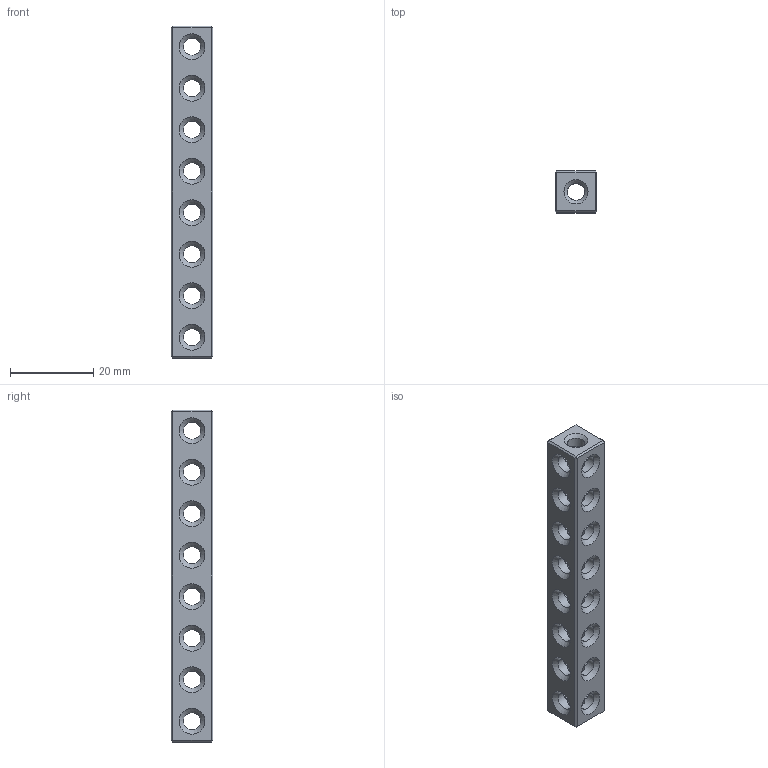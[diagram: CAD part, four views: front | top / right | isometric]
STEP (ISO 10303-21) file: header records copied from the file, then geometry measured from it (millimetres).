
FILE_DESCRIPTION(('FreeCAD Model'),'2;1');
FILE_NAME('Open CASCADE Shape Model','2024-10-01T21:22:26',('Author'),( ''),'Open CASCADE STEP processor 7.7','Ondsel','Unknown');
FILE_SCHEMA(('AUTOMOTIVE_DESIGN { 1 0 10303 214 1 1 1 1 }'));
Length unit declared in the file: millimetre
Products named in the file (1): Body
Bounding box: 10 x 10 x 80 mm (x, y, z)
Volume: 5227.3 mm3; surface area: 4587.6 mm2
Topology: 1 solids, 1 shells, 101 faces, 351 edges, 220 vertices
Faces by surface type: cylinder 41, cone 34, plane 26
Full cylindrical faces by diameter (mm): 4.2 x41
Entity records: 4031 total; most frequent: DIRECTION 783, ORIENTED_EDGE 702, CARTESIAN_POINT 673, EDGE_CURVE 351, AXIS2_PLACEMENT_3D 330, VERTEX_POINT 220, ELLIPSE 160, FACE_BOUND 135
